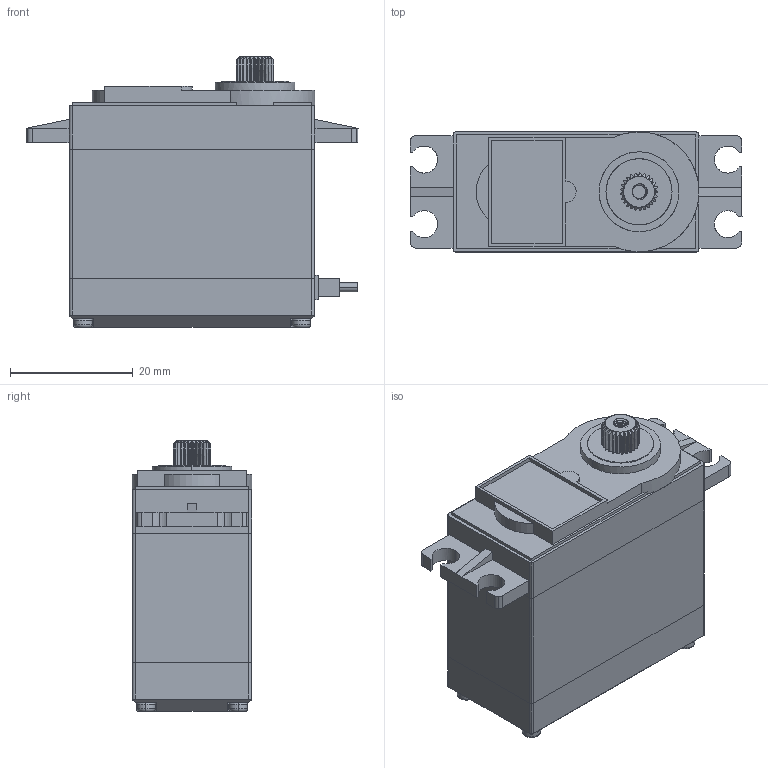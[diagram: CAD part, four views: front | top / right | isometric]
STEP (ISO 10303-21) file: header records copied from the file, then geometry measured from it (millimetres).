
FILE_DESCRIPTION(('CATIA V5 STEP Exchange'),'2;1');
FILE_NAME('mg996r v17.stp','2025-12-31T07:09:50+00:00',('none'),('none'),'CATIA Version 5 Release 19 GA (IN-10)','CATIA V5 STEP AP203','none');
FILE_SCHEMA(('CONFIG_CONTROL_DESIGN'));
Length unit declared in the file: millimetre
Products named in the file (1): mg996r
Assembly tree (2 placements, depth 2):
  mg996r
    #56
    #16774
Bounding box: 54 x 19.5 x 44.05 mm (x, y, z)
Volume: 30279.4 mm3; surface area: 10315.5 mm2
Topology: 12 solids, 12 shells, 484 faces, 1263 edges, 815 vertices
Faces by surface type: plane 226, cylinder 164, bspline 52, cone 26, torus 16
Entity records: 24912 total; most frequent: CARTESIAN_POINT 13962, ORIENTED_EDGE 2526, DIRECTION 1777, EDGE_CURVE 1263, VERTEX_POINT 815, AXIS2_PLACEMENT_3D 684, VECTOR 659, LINE 659
